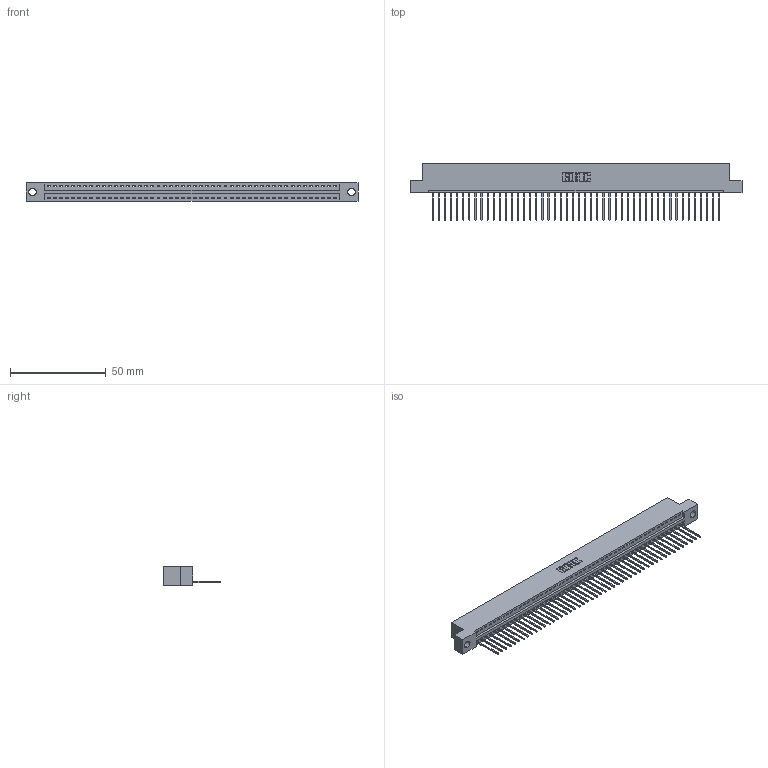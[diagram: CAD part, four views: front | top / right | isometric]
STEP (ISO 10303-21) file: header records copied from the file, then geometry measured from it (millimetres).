
FILE_DESCRIPTION (( 'STEP AP203' ), '1' );
FILE_NAME ('346-048-540-104.STEP', '2018-08-25T09:51:50', ( '' ), ( '' ), 'SwSTEP 2.0', 'SolidWorks 2016', '' );
FILE_SCHEMA (( 'CONFIG_CONTROL_DESIGN' ));
Length unit declared in the file: inch
Products named in the file (3): 345-292-001_345-293-140; 346-048-540-104; 346 Part_Flush Mounting Lugs - 0.156 Dia-TH
Assembly tree (49 placements, depth 2):
  346-048-540-104
    346 Part_Flush Mounting Lugs - 0.156 Dia-TH
    345-292-001_345-293-140  x48
Bounding box: 172.97 x 29.46 x 9.4 mm (x, y, z)
Volume: 16575.9 mm3; surface area: 21062 mm2
Topology: 49 solids, 49 shells, 2906 faces, 8777 edges, 5786 vertices
Faces by surface type: plane 1996, cylinder 910
Entity records: 29003 total; most frequent: CARTESIAN_POINT 4976, ORIENTED_EDGE 4958, DIRECTION 4383, EDGE_CURVE 2479, VECTOR 2155, LINE 2155, VERTEX_POINT 1650, AXIS2_PLACEMENT_3D 1114
